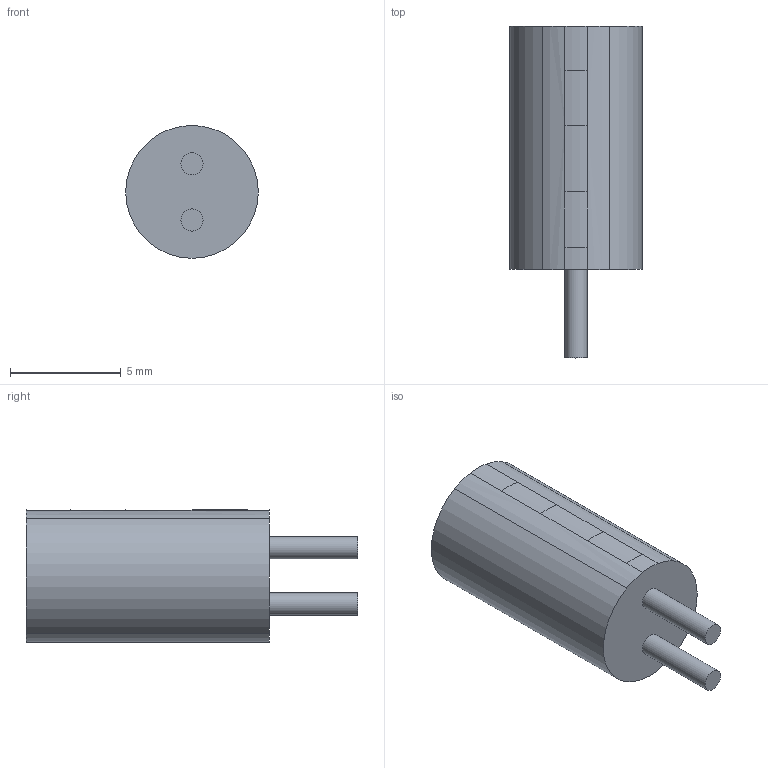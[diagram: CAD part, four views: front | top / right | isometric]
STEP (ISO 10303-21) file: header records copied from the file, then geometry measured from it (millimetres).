
FILE_DESCRIPTION(/* description */ (''),/* implementation_level */ '2;1');
FILE_NAME(/* name */ 'Kondensator_6x11.stp',/* time_stamp */ '2017-10-25T20:59:03+02:00',/* author */ ('Alex'),/* organization */ (''),/* preprocessor_version */ 'ST-DEVELOPER v16.5',/* originating_system */ 'Autodesk Inventor 2017',/* authorisation */ '');
FILE_SCHEMA (('AUTOMOTIVE_DESIGN { 1 0 10303 214 3 1 1 }'));
Length unit declared in the file: millimetre
Products named in the file (1): Kondensator
Bounding box: 6 x 15 x 6 mm (x, y, z)
Volume: 315.7 mm3; surface area: 290.6 mm2
Topology: 1 solids, 1 shells, 91 faces, 197 edges, 112 vertices
Faces by surface type: cylinder 49, plane 18, sphere 12, bspline 12
Full cylindrical faces by diameter (mm): 1 x2, 4.5 x1
Entity records: 2754 total; most frequent: CARTESIAN_POINT 626, DIRECTION 462, ORIENTED_EDGE 388, EDGE_CURVE 194, AXIS2_PLACEMENT_3D 188, VERTEX_POINT 112, EDGE_LOOP 98, FACE_OUTER_BOUND 91
